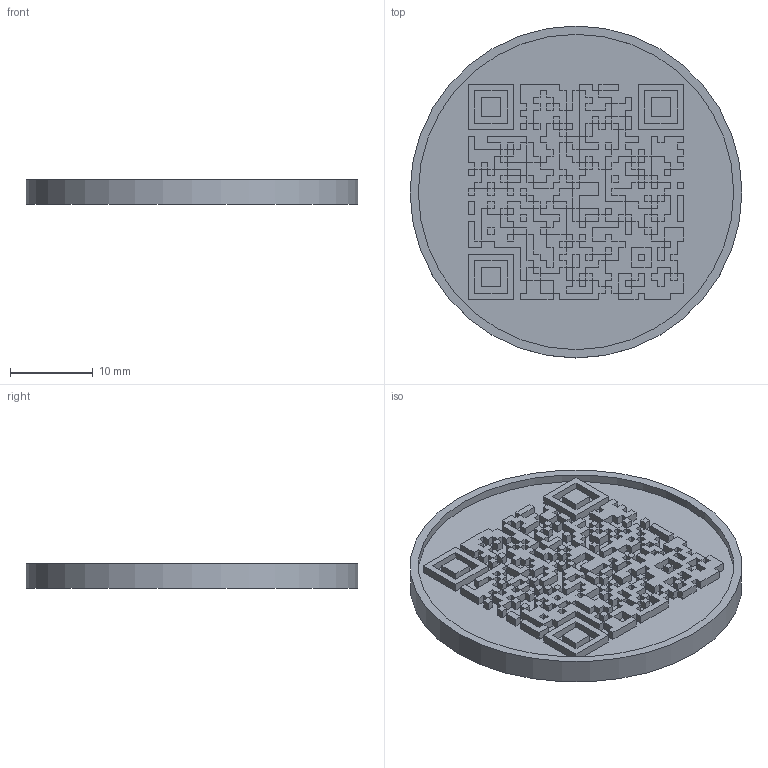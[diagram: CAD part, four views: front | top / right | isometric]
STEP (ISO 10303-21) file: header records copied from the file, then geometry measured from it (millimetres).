
FILE_DESCRIPTION(('Open CASCADE Model'),'2;1');
FILE_NAME('Open CASCADE Shape Model','2025-05-06T17:27:41',('Author'),( 'Open CASCADE'),'Open CASCADE STEP processor 7.7','Open CASCADE 7.7' ,'Unknown');
FILE_SCHEMA(('AUTOMOTIVE_DESIGN { 1 0 10303 214 1 1 1 1 }'));
Length unit declared in the file: millimetre
Products named in the file (1): Open CASCADE STEP translator 7.7 1
Bounding box: 40 x 40 x 3 mm (x, y, z)
Volume: 2991.5 mm3; surface area: 3923.6 mm2
Topology: 1 solids, 1 shells, 923 faces, 2162 edges, 1260 vertices
Faces by surface type: plane 921, cylinder 2
Full cylindrical faces by diameter (mm): 38 x1, 40 x1
Entity records: 53530 total; most frequent: CARTESIAN_POINT 8670, DIRECTION 8338, LINE 6478, VECTOR 6478, ORIENTED_EDGE 4596, PCURVE 4324, DEFINITIONAL_REPRESENTATION 4324, EDGE_CURVE 2162
